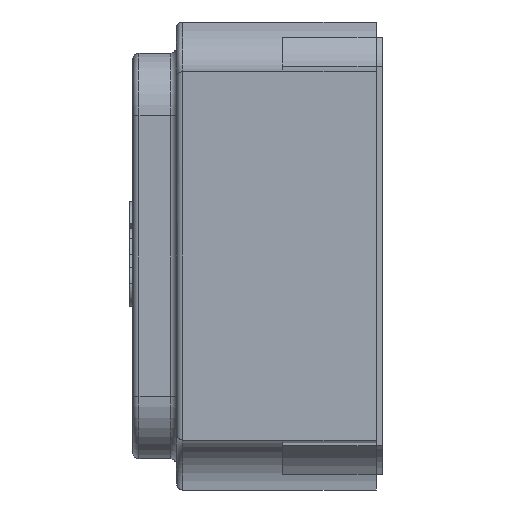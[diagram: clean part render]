
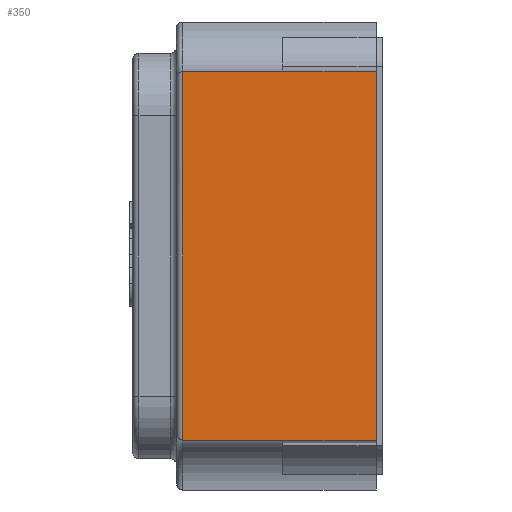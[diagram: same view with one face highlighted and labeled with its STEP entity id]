
A CAD part, left-side view. The second image highlights one B-rep face of the part: STEP entity #350.
In plain terms, the highlighted planar face has unit normal (-1, 0, 0).
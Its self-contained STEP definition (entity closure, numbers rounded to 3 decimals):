
#26 = DIRECTION ( 'NONE',  ( 0., -1., 0. ) ) ;
#142 = EDGE_LOOP ( 'NONE', ( #619, #7800, #4973, #1845 ) ) ;
#350 = ADVANCED_FACE ( 'NONE', ( #1452 ), #5628, .F. ) ;
#540 = EDGE_CURVE ( 'NONE', #9653, #3386, #4063, .T. ) ;
#560 = LINE ( 'NONE', #3821, #956 ) ;
#619 = ORIENTED_EDGE ( 'NONE', *, *, #8421, .F. ) ;
#765 = CARTESIAN_POINT ( 'NONE',  ( -1.6, 0.64, -0.59 ) ) ;
#835 = CARTESIAN_POINT ( 'NONE',  ( -1.6, 0.64, -0.59 ) ) ;
#956 = VECTOR ( 'NONE', #2225, 1000. ) ;
#1034 = CARTESIAN_POINT ( 'NONE',  ( -1.6, 0.66, 0.59 ) ) ;
#1452 = FACE_OUTER_BOUND ( 'NONE', #142, .T. ) ;
#1560 = DIRECTION ( 'NONE',  ( 0., 0., -1. ) ) ;
#1845 = ORIENTED_EDGE ( 'NONE', *, *, #10055, .T. ) ;
#2217 = VECTOR ( 'NONE', #4275, 1000. ) ;
#2225 = DIRECTION ( 'NONE',  ( 0., 0., 1. ) ) ;
#2268 = CARTESIAN_POINT ( 'NONE',  ( -1.6, 0.66, 0.59 ) ) ;
#2494 = LINE ( 'NONE', #1034, #9807 ) ;
#3121 = CARTESIAN_POINT ( 'NONE',  ( -1.6, 0.64, 0.59 ) ) ;
#3223 = DIRECTION ( 'NONE',  ( 0., 0., -1. ) ) ;
#3386 = VERTEX_POINT ( 'NONE', #5812 ) ;
#3821 = CARTESIAN_POINT ( 'NONE',  ( -1.6, 0.02, 0.59 ) ) ;
#4063 = LINE ( 'NONE', #4173, #2217 ) ;
#4173 = CARTESIAN_POINT ( 'NONE',  ( -1.6, 0.66, -0.59 ) ) ;
#4271 = CARTESIAN_POINT ( 'NONE',  ( -1.6, 0.02, 0.59 ) ) ;
#4275 = DIRECTION ( 'NONE',  ( 0., -1., 0. ) ) ;
#4374 = VERTEX_POINT ( 'NONE', #3121 ) ;
#4390 = EDGE_CURVE ( 'NONE', #4374, #9653, #6436, .T. ) ;
#4973 = ORIENTED_EDGE ( 'NONE', *, *, #540, .T. ) ;
#5275 = AXIS2_PLACEMENT_3D ( 'NONE', #2268, #10380, #1560 ) ;
#5628 = PLANE ( 'NONE',  #5275 ) ;
#5812 = CARTESIAN_POINT ( 'NONE',  ( -1.6, 0.02, -0.59 ) ) ;
#6436 = LINE ( 'NONE', #765, #7019 ) ;
#7019 = VECTOR ( 'NONE', #3223, 1000. ) ;
#7800 = ORIENTED_EDGE ( 'NONE', *, *, #4390, .T. ) ;
#8421 = EDGE_CURVE ( 'NONE', #4374, #8846, #2494, .T. ) ;
#8846 = VERTEX_POINT ( 'NONE', #4271 ) ;
#9653 = VERTEX_POINT ( 'NONE', #835 ) ;
#9807 = VECTOR ( 'NONE', #26, 1000. ) ;
#10055 = EDGE_CURVE ( 'NONE', #3386, #8846, #560, .T. ) ;
#10380 = DIRECTION ( 'NONE',  ( 1., 0., 0. ) ) ;
